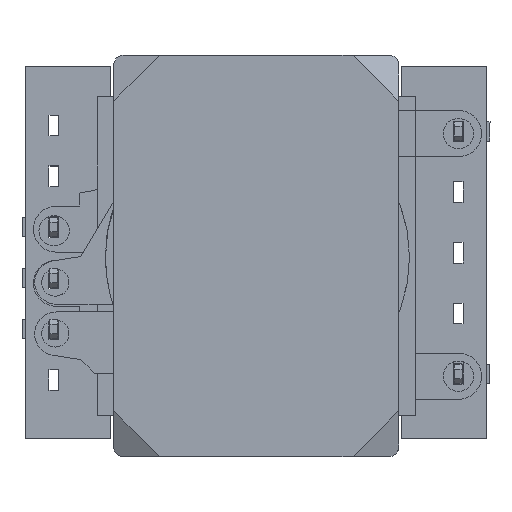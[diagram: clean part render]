
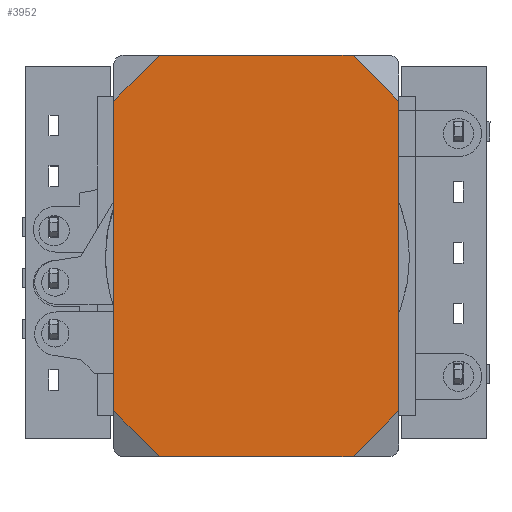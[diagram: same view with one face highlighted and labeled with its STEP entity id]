
A CAD part, top view. The second image highlights one B-rep face of the part: STEP entity #3952.
In plain terms, the highlighted planar face has unit normal (0, 0, 1).
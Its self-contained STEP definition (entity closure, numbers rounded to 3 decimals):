
#10 = EDGE_CURVE ( 'NONE', #8319, #9526, #7116, .T. ) ;
#104 = EDGE_CURVE ( 'NONE', #1980, #3588, #4259, .T. ) ;
#130 = CARTESIAN_POINT ( 'NONE',  ( 1.435, -1.435, 0. ) ) ;
#231 = DIRECTION ( 'NONE',  ( -0.707, -0.707, 0. ) ) ;
#257 = CARTESIAN_POINT ( 'NONE',  ( 15.03, -25.2, 0. ) ) ;
#282 = CARTESIAN_POINT ( 'NONE',  ( 0., -22.33, 0. ) ) ;
#347 = DIRECTION ( 'NONE',  ( 0.707, -0.707, 0. ) ) ;
#410 = VERTEX_POINT ( 'NONE', #7983 ) ;
#420 = VECTOR ( 'NONE', #231, 1000. ) ;
#639 = DIRECTION ( 'NONE',  ( 1., 0., 0. ) ) ;
#817 = PLANE ( 'NONE',  #4894 ) ;
#827 = CARTESIAN_POINT ( 'NONE',  ( 7.515, 7.515, 0. ) ) ;
#885 = LINE ( 'NONE', #5662, #4878 ) ;
#1034 = ORIENTED_EDGE ( 'NONE', *, *, #3171, .T. ) ;
#1064 = CARTESIAN_POINT ( 'NONE',  ( 17.9, -22.33, 0. ) ) ;
#1071 = EDGE_CURVE ( 'NONE', #6041, #5532, #7310, .T. ) ;
#1213 = ORIENTED_EDGE ( 'NONE', *, *, #104, .T. ) ;
#1588 = VECTOR ( 'NONE', #8903, 1000. ) ;
#1865 = ORIENTED_EDGE ( 'NONE', *, *, #10, .T. ) ;
#1980 = VERTEX_POINT ( 'NONE', #282 ) ;
#2015 = CARTESIAN_POINT ( 'NONE',  ( 17.9, 0., 0. ) ) ;
#2105 = VECTOR ( 'NONE', #347, 1000. ) ;
#2170 = EDGE_CURVE ( 'NONE', #410, #4262, #4710, .T. ) ;
#2396 = EDGE_CURVE ( 'NONE', #5532, #1980, #3364, .T. ) ;
#2406 = DIRECTION ( 'NONE',  ( 0.707, 0.707, 0. ) ) ;
#2430 = DIRECTION ( 'NONE',  ( -0.707, 0.707, 0. ) ) ;
#2440 = VECTOR ( 'NONE', #2406, 1000. ) ;
#2522 = DIRECTION ( 'NONE',  ( 0., 0., 1. ) ) ;
#2584 = CARTESIAN_POINT ( 'NONE',  ( 0., 0., 0. ) ) ;
#3171 = EDGE_CURVE ( 'NONE', #4262, #6041, #885, .T. ) ;
#3364 = LINE ( 'NONE', #2584, #1588 ) ;
#3586 = DIRECTION ( 'NONE',  ( 0., 1., 0. ) ) ;
#3588 = VERTEX_POINT ( 'NONE', #9540 ) ;
#3805 = ORIENTED_EDGE ( 'NONE', *, *, #7878, .T. ) ;
#3952 = ADVANCED_FACE ( 'NONE', ( #8742 ), #817, .T. ) ;
#3964 = CARTESIAN_POINT ( 'NONE',  ( 15.03, 0., 0. ) ) ;
#4259 = LINE ( 'NONE', #8217, #2105 ) ;
#4262 = VERTEX_POINT ( 'NONE', #3964 ) ;
#4457 = LINE ( 'NONE', #2015, #8121 ) ;
#4710 = LINE ( 'NONE', #827, #9427 ) ;
#4878 = VECTOR ( 'NONE', #5766, 1000. ) ;
#4894 = AXIS2_PLACEMENT_3D ( 'NONE', #8897, #2522, #9514 ) ;
#4911 = ORIENTED_EDGE ( 'NONE', *, *, #2170, .T. ) ;
#5519 = CARTESIAN_POINT ( 'NONE',  ( 0., -2.87, 0. ) ) ;
#5532 = VERTEX_POINT ( 'NONE', #5519 ) ;
#5546 = CARTESIAN_POINT ( 'NONE',  ( 2.87, 0., 0. ) ) ;
#5572 = CARTESIAN_POINT ( 'NONE',  ( 20.115, -20.115, 0. ) ) ;
#5662 = CARTESIAN_POINT ( 'NONE',  ( 0., 0., 0. ) ) ;
#5766 = DIRECTION ( 'NONE',  ( -1., 0., 0. ) ) ;
#6041 = VERTEX_POINT ( 'NONE', #5546 ) ;
#6225 = ORIENTED_EDGE ( 'NONE', *, *, #2396, .T. ) ;
#6488 = EDGE_LOOP ( 'NONE', ( #9706, #1865, #3805, #4911, #1034, #8093, #6225, #1213 ) ) ;
#6808 = CARTESIAN_POINT ( 'NONE',  ( 0., -25.2, 0. ) ) ;
#7116 = LINE ( 'NONE', #5572, #2440 ) ;
#7272 = VECTOR ( 'NONE', #639, 1000. ) ;
#7310 = LINE ( 'NONE', #130, #420 ) ;
#7501 = EDGE_CURVE ( 'NONE', #3588, #8319, #8518, .T. ) ;
#7878 = EDGE_CURVE ( 'NONE', #9526, #410, #4457, .T. ) ;
#7983 = CARTESIAN_POINT ( 'NONE',  ( 17.9, -2.87, 0. ) ) ;
#8093 = ORIENTED_EDGE ( 'NONE', *, *, #1071, .T. ) ;
#8121 = VECTOR ( 'NONE', #3586, 1000. ) ;
#8217 = CARTESIAN_POINT ( 'NONE',  ( -11.165, -11.165, 0. ) ) ;
#8319 = VERTEX_POINT ( 'NONE', #257 ) ;
#8518 = LINE ( 'NONE', #6808, #7272 ) ;
#8742 = FACE_OUTER_BOUND ( 'NONE', #6488, .T. ) ;
#8897 = CARTESIAN_POINT ( 'NONE',  ( 0., 0., 0. ) ) ;
#8903 = DIRECTION ( 'NONE',  ( 0., -1., 0. ) ) ;
#9427 = VECTOR ( 'NONE', #2430, 1000. ) ;
#9514 = DIRECTION ( 'NONE',  ( 1., 0., 0. ) ) ;
#9526 = VERTEX_POINT ( 'NONE', #1064 ) ;
#9540 = CARTESIAN_POINT ( 'NONE',  ( 2.87, -25.2, 0. ) ) ;
#9706 = ORIENTED_EDGE ( 'NONE', *, *, #7501, .T. ) ;
